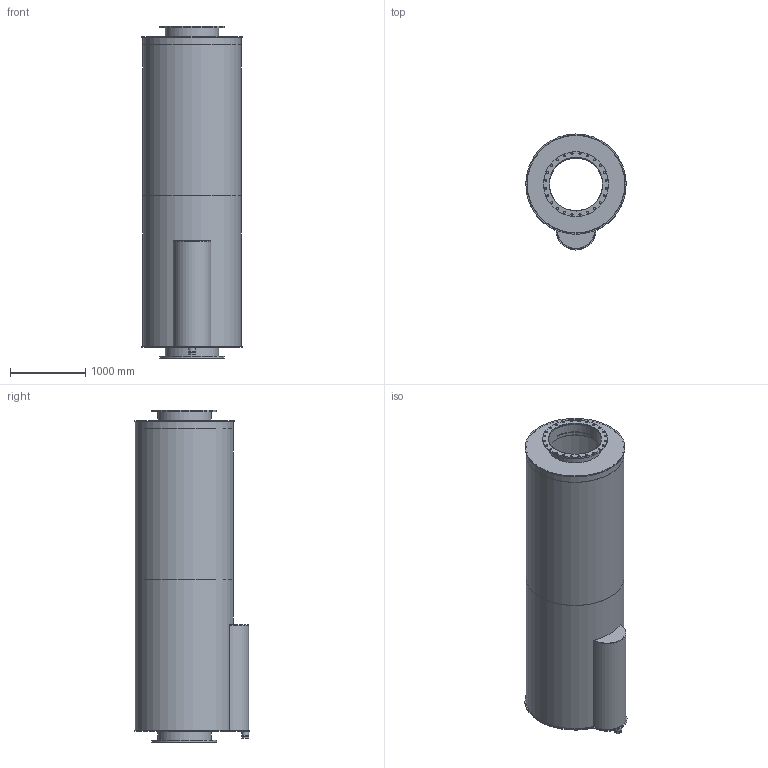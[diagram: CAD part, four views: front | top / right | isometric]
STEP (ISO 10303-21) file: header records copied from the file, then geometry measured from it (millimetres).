
FILE_DESCRIPTION(/* description */ (''),/* implementation_level */ '2;1');
FILE_NAME(/* name */ 'Vhd 28.stp',/* time_stamp */ '2015-01-21T11:29:45+01:00',/* author */ ('Tekenkamer'),/* organization */ (''),/* preprocessor_version */ 'ST-DEVELOPER v15.6',/* originating_system */ 'Autodesk Inventor 2015',/* authorisation */ '');
FILE_SCHEMA (('AUTOMOTIVE_DESIGN { 1 0 10303 214 3 1 1 }'));
Length unit declared in the file: millimetre
Products named in the file (1): MAAT3D
Bounding box: 1330 x 1531.6 x 4400 mm (x, y, z)
Volume: 102894171.4 mm3; surface area: 42652165.2 mm2
Topology: 13 solids, 13 shells, 110 faces, 252 edges, 168 vertices
Faces by surface type: cylinder 74, plane 36
Full cylindrical faces by diameter (mm): 27 x48, 80.5 x2, 88.9 x1, 703 x2, 711 x2, 713 x4, 860 x2, 1292 x3, 1300 x3, 1330 x1
Entity records: 3099 total; most frequent: DIRECTION 554, CARTESIAN_POINT 463, ORIENTED_EDGE 368, EDGE_LOOP 296, AXIS2_PLACEMENT_3D 259, FACE_BOUND 186, EDGE_CURVE 184, VERTEX_POINT 168
